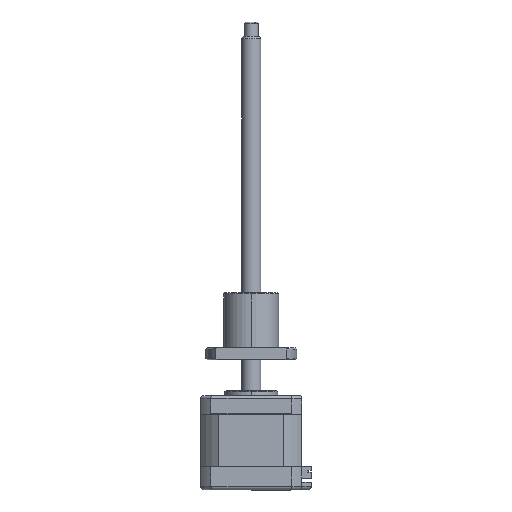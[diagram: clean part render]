
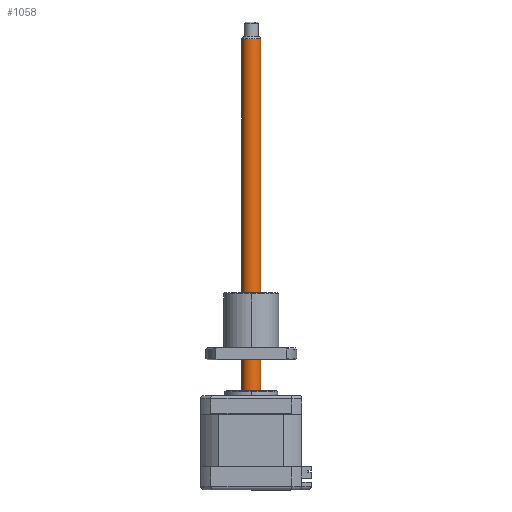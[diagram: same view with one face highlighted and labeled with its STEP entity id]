
A CAD part, top view. The second image highlights one B-rep face of the part: STEP entity #1058.
In plain terms, the highlighted cylindrical face has radius 4 mm (diameter 8 mm), a partial arc.
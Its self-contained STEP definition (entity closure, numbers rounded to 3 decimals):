
#79 = CARTESIAN_POINT ( 'NONE',  ( -0.709, 166.843, 16.638 ) ) ;
#242 = EDGE_CURVE ( 'NONE', #10375, #4894, #4473, .T. ) ;
#248 = CARTESIAN_POINT ( 'NONE',  ( -8.709, 167.843, 16.638 ) ) ;
#581 = CIRCLE ( 'NONE', #9379, 4. ) ;
#692 = CARTESIAN_POINT ( 'NONE',  ( -8.709, 17.843, 16.638 ) ) ;
#1058 = ADVANCED_FACE ( 'NONE', ( #11391 ), #1489, .T. ) ;
#1489 = CYLINDRICAL_SURFACE ( 'NONE', #5834, 4. ) ;
#2026 = DIRECTION ( 'NONE',  ( -1., 0., 0. ) ) ;
#2051 = VECTOR ( 'NONE', #8338, 1000. ) ;
#2234 = CARTESIAN_POINT ( 'NONE',  ( -8.709, 166.843, 16.638 ) ) ;
#2254 = LINE ( 'NONE', #11542, #11581 ) ;
#2874 = CARTESIAN_POINT ( 'NONE',  ( -4.709, 17.843, 16.638 ) ) ;
#2917 = EDGE_CURVE ( 'NONE', #9224, #10375, #4969, .T. ) ;
#3458 = DIRECTION ( 'NONE',  ( 0., -1., 0. ) ) ;
#3778 = DIRECTION ( 'NONE',  ( -1., 0., 0. ) ) ;
#3928 = EDGE_CURVE ( 'NONE', #9224, #10043, #2254, .T. ) ;
#4123 = DIRECTION ( 'NONE',  ( 0., -1., 0. ) ) ;
#4152 = CARTESIAN_POINT ( 'NONE',  ( -0.709, 17.843, 16.638 ) ) ;
#4473 = LINE ( 'NONE', #248, #2051 ) ;
#4894 = VERTEX_POINT ( 'NONE', #692 ) ;
#4969 = CIRCLE ( 'NONE', #5690, 4. ) ;
#5690 = AXIS2_PLACEMENT_3D ( 'NONE', #9513, #4123, #10419 ) ;
#5834 = AXIS2_PLACEMENT_3D ( 'NONE', #11011, #8304, #2026 ) ;
#7253 = ORIENTED_EDGE ( 'NONE', *, *, #242, .T. ) ;
#7644 = EDGE_LOOP ( 'NONE', ( #11400, #11156, #7253, #10604 ) ) ;
#8304 = DIRECTION ( 'NONE',  ( 0., -1., 0. ) ) ;
#8338 = DIRECTION ( 'NONE',  ( 0., -1., 0. ) ) ;
#9182 = DIRECTION ( 'NONE',  ( 0., -1., 0. ) ) ;
#9224 = VERTEX_POINT ( 'NONE', #79 ) ;
#9379 = AXIS2_PLACEMENT_3D ( 'NONE', #2874, #9182, #3778 ) ;
#9513 = CARTESIAN_POINT ( 'NONE',  ( -4.709, 166.843, 16.638 ) ) ;
#10043 = VERTEX_POINT ( 'NONE', #4152 ) ;
#10375 = VERTEX_POINT ( 'NONE', #2234 ) ;
#10419 = DIRECTION ( 'NONE',  ( 1., 0., 0. ) ) ;
#10604 = ORIENTED_EDGE ( 'NONE', *, *, #11555, .F. ) ;
#11011 = CARTESIAN_POINT ( 'NONE',  ( -4.709, 167.843, 16.638 ) ) ;
#11156 = ORIENTED_EDGE ( 'NONE', *, *, #2917, .T. ) ;
#11391 = FACE_OUTER_BOUND ( 'NONE', #7644, .T. ) ;
#11400 = ORIENTED_EDGE ( 'NONE', *, *, #3928, .F. ) ;
#11542 = CARTESIAN_POINT ( 'NONE',  ( -0.709, 167.843, 16.638 ) ) ;
#11555 = EDGE_CURVE ( 'NONE', #10043, #4894, #581, .T. ) ;
#11581 = VECTOR ( 'NONE', #3458, 1000. ) ;
